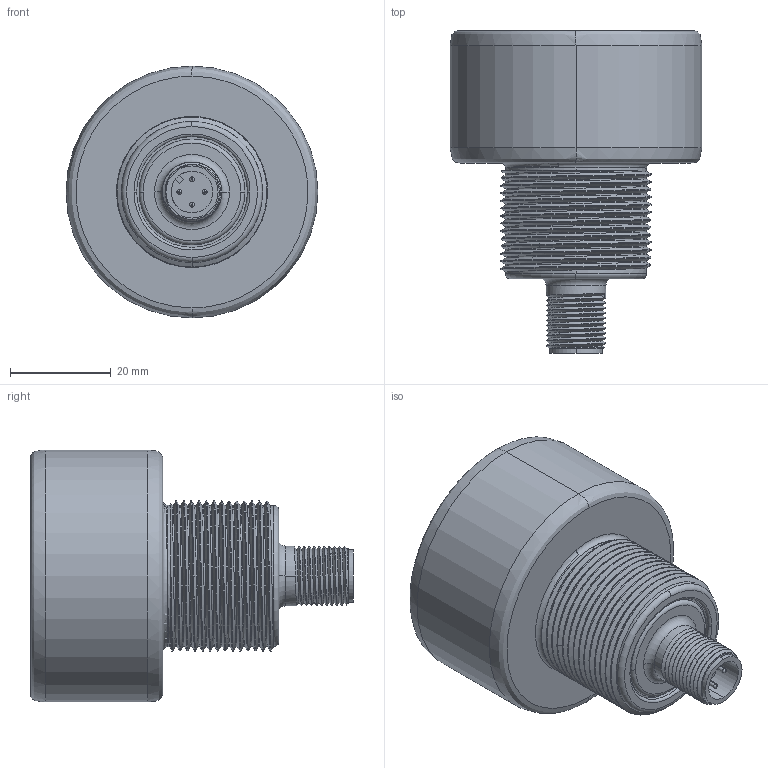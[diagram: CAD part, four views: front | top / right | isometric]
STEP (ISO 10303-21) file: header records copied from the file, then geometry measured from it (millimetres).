
FILE_DESCRIPTION((''),'2;1');
FILE_NAME('158610_SW','2012-01-12T',('banengservice'),('BANNER ENGINEERING'),'PRO/ENGINEER BY PARAMETRIC TECHNOLOGY CORPORATION, 2009141','PRO/ENGINEER BY PARAMETRIC TECHNOLOGY CORPORATION, 2009141','');
FILE_SCHEMA(('CONFIG_CONTROL_DESIGN'));
Length unit declared in the file: inch
Products named in the file (1): 158610_SW
Bounding box: 50 x 64.05 x 50 mm (x, y, z)
Volume: 36969.6 mm3; surface area: 22029.4 mm2
Topology: 2 solids, 2 shells, 257 faces, 599 edges, 376 vertices
Faces by surface type: cylinder 132, plane 50, bspline 38, torus 26, cone 11
Entity records: 20918 total; most frequent: CARTESIAN_POINT 15238, ORIENTED_EDGE 1194, DIRECTION 1128, EDGE_CURVE 597, AXIS2_PLACEMENT_3D 472, VERTEX_POINT 376, EDGE_LOOP 291, FACE_OUTER_BOUND 257
